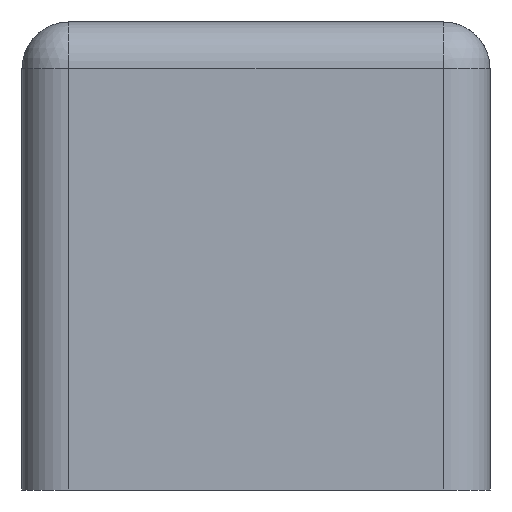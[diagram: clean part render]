
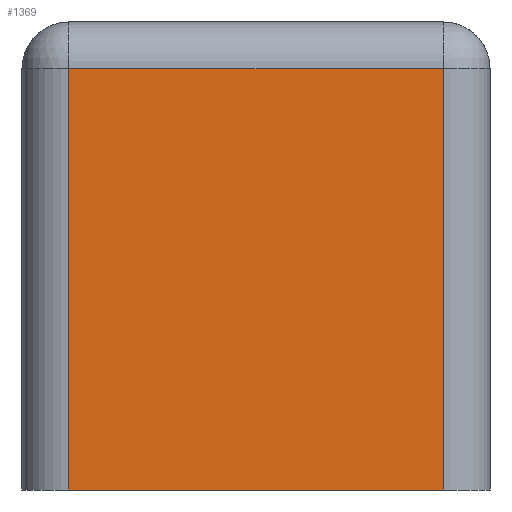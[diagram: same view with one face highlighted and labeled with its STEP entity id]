
A CAD part, front view. The second image highlights one B-rep face of the part: STEP entity #1369.
In plain terms, the highlighted planar face has unit normal (0, -1, 0).
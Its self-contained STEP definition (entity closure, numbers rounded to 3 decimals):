
#44 = PLANE('',#45);
#45 = AXIS2_PLACEMENT_3D('',#46,#47,#48);
#46 = CARTESIAN_POINT('',(0.,-24.,0.));
#47 = DIRECTION('',(0.,0.,1.));
#48 = DIRECTION('',(1.,0.,0.));
#126 = CYLINDRICAL_SURFACE('',#127,2.);
#127 = AXIS2_PLACEMENT_3D('',#128,#129,#130);
#128 = CARTESIAN_POINT('',(2.,-22.,0.));
#129 = DIRECTION('',(0.,0.,1.));
#130 = DIRECTION('',(-1.,0.,0.));
#230 = VERTEX_POINT('',#231);
#231 = CARTESIAN_POINT('',(2.,-24.,0.));
#253 = EDGE_CURVE('',#230,#254,#256,.T.);
#254 = VERTEX_POINT('',#255);
#255 = CARTESIAN_POINT('',(18.,-24.,0.));
#256 = SURFACE_CURVE('',#257,(#261,#268),.PCURVE_S1.);
#257 = LINE('',#258,#259);
#258 = CARTESIAN_POINT('',(0.,-24.,0.));
#259 = VECTOR('',#260,1.);
#260 = DIRECTION('',(1.,0.,0.));
#261 = PCURVE('',#44,#262);
#262 = DEFINITIONAL_REPRESENTATION('',(#263),#267);
#263 = LINE('',#264,#265);
#264 = CARTESIAN_POINT('',(0.,0.));
#265 = VECTOR('',#266,1.);
#266 = DIRECTION('',(1.,0.));
#267 = ( GEOMETRIC_REPRESENTATION_CONTEXT(2) 
PARAMETRIC_REPRESENTATION_CONTEXT() REPRESENTATION_CONTEXT('2D SPACE',''
  ) );
#268 = PCURVE('',#269,#274);
#269 = PLANE('',#270);
#270 = AXIS2_PLACEMENT_3D('',#271,#272,#273);
#271 = CARTESIAN_POINT('',(0.,-24.,0.));
#272 = DIRECTION('',(0.,1.,0.));
#273 = DIRECTION('',(0.,0.,1.));
#274 = DEFINITIONAL_REPRESENTATION('',(#275),#279);
#275 = LINE('',#276,#277);
#276 = CARTESIAN_POINT('',(0.,0.));
#277 = VECTOR('',#278,1.);
#278 = DIRECTION('',(0.,1.));
#279 = ( GEOMETRIC_REPRESENTATION_CONTEXT(2) 
PARAMETRIC_REPRESENTATION_CONTEXT() REPRESENTATION_CONTEXT('2D SPACE',''
  ) );
#298 = CYLINDRICAL_SURFACE('',#299,2.);
#299 = AXIS2_PLACEMENT_3D('',#300,#301,#302);
#300 = CARTESIAN_POINT('',(18.,-22.,0.));
#301 = DIRECTION('',(0.,0.,1.));
#302 = DIRECTION('',(0.,-1.,0.));
#755 = EDGE_CURVE('',#230,#756,#758,.T.);
#756 = VERTEX_POINT('',#757);
#757 = CARTESIAN_POINT('',(2.,-24.,18.));
#758 = SURFACE_CURVE('',#759,(#763,#770),.PCURVE_S1.);
#759 = LINE('',#760,#761);
#760 = CARTESIAN_POINT('',(2.,-24.,0.));
#761 = VECTOR('',#762,1.);
#762 = DIRECTION('',(0.,0.,1.));
#763 = PCURVE('',#126,#764);
#764 = DEFINITIONAL_REPRESENTATION('',(#765),#769);
#765 = LINE('',#766,#767);
#766 = CARTESIAN_POINT('',(1.571,0.));
#767 = VECTOR('',#768,1.);
#768 = DIRECTION('',(0.,1.));
#769 = ( GEOMETRIC_REPRESENTATION_CONTEXT(2) 
PARAMETRIC_REPRESENTATION_CONTEXT() REPRESENTATION_CONTEXT('2D SPACE',''
  ) );
#770 = PCURVE('',#269,#771);
#771 = DEFINITIONAL_REPRESENTATION('',(#772),#776);
#772 = LINE('',#773,#774);
#773 = CARTESIAN_POINT('',(0.,2.));
#774 = VECTOR('',#775,1.);
#775 = DIRECTION('',(1.,0.));
#776 = ( GEOMETRIC_REPRESENTATION_CONTEXT(2) 
PARAMETRIC_REPRESENTATION_CONTEXT() REPRESENTATION_CONTEXT('2D SPACE',''
  ) );
#1369 = ADVANCED_FACE('',(#1370),#269,.F.);
#1370 = FACE_BOUND('',#1371,.F.);
#1371 = EDGE_LOOP('',(#1372,#1373,#1374,#1402));
#1372 = ORIENTED_EDGE('',*,*,#253,.F.);
#1373 = ORIENTED_EDGE('',*,*,#755,.T.);
#1374 = ORIENTED_EDGE('',*,*,#1375,.T.);
#1375 = EDGE_CURVE('',#756,#1376,#1378,.T.);
#1376 = VERTEX_POINT('',#1377);
#1377 = CARTESIAN_POINT('',(18.,-24.,18.));
#1378 = SURFACE_CURVE('',#1379,(#1383,#1390),.PCURVE_S1.);
#1379 = LINE('',#1380,#1381);
#1380 = CARTESIAN_POINT('',(0.,-24.,18.));
#1381 = VECTOR('',#1382,1.);
#1382 = DIRECTION('',(1.,0.,0.));
#1383 = PCURVE('',#269,#1384);
#1384 = DEFINITIONAL_REPRESENTATION('',(#1385),#1389);
#1385 = LINE('',#1386,#1387);
#1386 = CARTESIAN_POINT('',(18.,0.));
#1387 = VECTOR('',#1388,1.);
#1388 = DIRECTION('',(0.,1.));
#1389 = ( GEOMETRIC_REPRESENTATION_CONTEXT(2) 
PARAMETRIC_REPRESENTATION_CONTEXT() REPRESENTATION_CONTEXT('2D SPACE',''
  ) );
#1390 = PCURVE('',#1391,#1396);
#1391 = CYLINDRICAL_SURFACE('',#1392,2.);
#1392 = AXIS2_PLACEMENT_3D('',#1393,#1394,#1395);
#1393 = CARTESIAN_POINT('',(0.,-22.,18.));
#1394 = DIRECTION('',(1.,0.,0.));
#1395 = DIRECTION('',(0.,-1.,0.));
#1396 = DEFINITIONAL_REPRESENTATION('',(#1397),#1401);
#1397 = LINE('',#1398,#1399);
#1398 = CARTESIAN_POINT('',(-0.,0.));
#1399 = VECTOR('',#1400,1.);
#1400 = DIRECTION('',(-0.,1.));
#1401 = ( GEOMETRIC_REPRESENTATION_CONTEXT(2) 
PARAMETRIC_REPRESENTATION_CONTEXT() REPRESENTATION_CONTEXT('2D SPACE',''
  ) );
#1402 = ORIENTED_EDGE('',*,*,#1403,.F.);
#1403 = EDGE_CURVE('',#254,#1376,#1404,.T.);
#1404 = SURFACE_CURVE('',#1405,(#1409,#1416),.PCURVE_S1.);
#1405 = LINE('',#1406,#1407);
#1406 = CARTESIAN_POINT('',(18.,-24.,0.));
#1407 = VECTOR('',#1408,1.);
#1408 = DIRECTION('',(0.,0.,1.));
#1409 = PCURVE('',#269,#1410);
#1410 = DEFINITIONAL_REPRESENTATION('',(#1411),#1415);
#1411 = LINE('',#1412,#1413);
#1412 = CARTESIAN_POINT('',(0.,18.));
#1413 = VECTOR('',#1414,1.);
#1414 = DIRECTION('',(1.,0.));
#1415 = ( GEOMETRIC_REPRESENTATION_CONTEXT(2) 
PARAMETRIC_REPRESENTATION_CONTEXT() REPRESENTATION_CONTEXT('2D SPACE',''
  ) );
#1416 = PCURVE('',#298,#1417);
#1417 = DEFINITIONAL_REPRESENTATION('',(#1418),#1422);
#1418 = LINE('',#1419,#1420);
#1419 = CARTESIAN_POINT('',(0.,0.));
#1420 = VECTOR('',#1421,1.);
#1421 = DIRECTION('',(0.,1.));
#1422 = ( GEOMETRIC_REPRESENTATION_CONTEXT(2) 
PARAMETRIC_REPRESENTATION_CONTEXT() REPRESENTATION_CONTEXT('2D SPACE',''
  ) );
